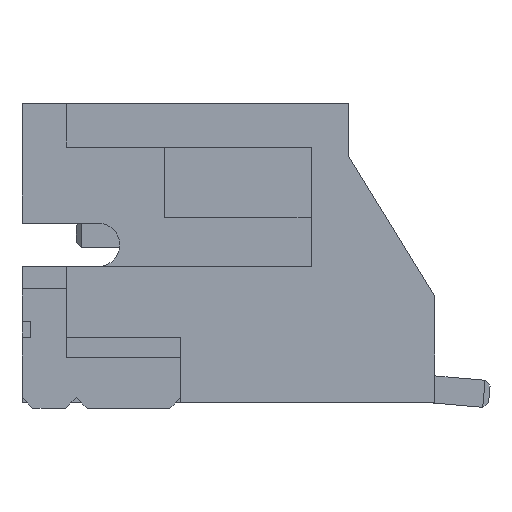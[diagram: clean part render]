
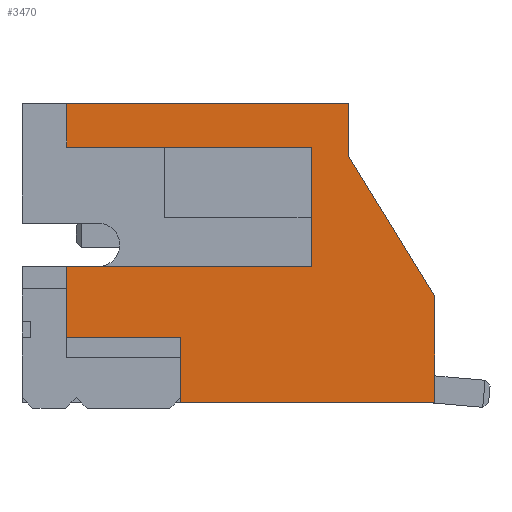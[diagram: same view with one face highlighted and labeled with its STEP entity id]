
A CAD part, left-side view. The second image highlights one B-rep face of the part: STEP entity #3470.
In plain terms, the highlighted planar face has unit normal (-1, 0, 0).
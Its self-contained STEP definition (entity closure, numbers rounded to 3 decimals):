
#144 = VECTOR ( 'NONE', #5074, 1000. ) ;
#225 = ORIENTED_EDGE ( 'NONE', *, *, #4772, .T. ) ;
#226 = CARTESIAN_POINT ( 'NONE',  ( -1., 0.68, 2.5 ) ) ;
#267 = VECTOR ( 'NONE', #951, 1000. ) ;
#295 = ORIENTED_EDGE ( 'NONE', *, *, #8158, .T. ) ;
#355 = LINE ( 'NONE', #2309, #1533 ) ;
#362 = EDGE_CURVE ( 'NONE', #1624, #8323, #355, .T. ) ;
#456 = EDGE_CURVE ( 'NONE', #2166, #8090, #2520, .T. ) ;
#487 = LINE ( 'NONE', #4989, #144 ) ;
#514 = EDGE_CURVE ( 'NONE', #8323, #1441, #4325, .T. ) ;
#872 = EDGE_CURVE ( 'NONE', #1153, #5517, #5096, .T. ) ;
#879 = VERTEX_POINT ( 'NONE', #3718 ) ;
#946 = VECTOR ( 'NONE', #2642, 1000. ) ;
#951 = DIRECTION ( 'NONE',  ( 0., 1., 0. ) ) ;
#957 = CARTESIAN_POINT ( 'NONE',  ( -1., -1.6, 1.95 ) ) ;
#1153 = VERTEX_POINT ( 'NONE', #5404 ) ;
#1169 = LINE ( 'NONE', #4592, #946 ) ;
#1295 = CARTESIAN_POINT ( 'NONE',  ( -1., 0., 0. ) ) ;
#1329 = EDGE_CURVE ( 'NONE', #5517, #2166, #4996, .T. ) ;
#1351 = LINE ( 'NONE', #4597, #3666 ) ;
#1441 = VERTEX_POINT ( 'NONE', #1685 ) ;
#1489 = EDGE_CURVE ( 'NONE', #2376, #3461, #3918, .T. ) ;
#1533 = VECTOR ( 'NONE', #7905, 1000. ) ;
#1624 = VERTEX_POINT ( 'NONE', #5137 ) ;
#1661 = DIRECTION ( 'NONE',  ( 0., 0., -1. ) ) ;
#1685 = CARTESIAN_POINT ( 'NONE',  ( -1., 0., 5.5 ) ) ;
#2036 = ORIENTED_EDGE ( 'NONE', *, *, #1489, .T. ) ;
#2093 = CARTESIAN_POINT ( 'NONE',  ( -1., -1.6, 0. ) ) ;
#2146 = AXIS2_PLACEMENT_3D ( 'NONE', #3300, #5945, #5263 ) ;
#2166 = VERTEX_POINT ( 'NONE', #8098 ) ;
#2309 = CARTESIAN_POINT ( 'NONE',  ( -1., 0., 4.55 ) ) ;
#2328 = ORIENTED_EDGE ( 'NONE', *, *, #5334, .T. ) ;
#2376 = VERTEX_POINT ( 'NONE', #8291 ) ;
#2520 = LINE ( 'NONE', #7495, #3724 ) ;
#2603 = EDGE_CURVE ( 'NONE', #8090, #4059, #1169, .T. ) ;
#2642 = DIRECTION ( 'NONE',  ( 0., -1., 0. ) ) ;
#2791 = VECTOR ( 'NONE', #5833, 1000. ) ;
#2848 = CARTESIAN_POINT ( 'NONE',  ( -1., 5.18, 1.2 ) ) ;
#2965 = LINE ( 'NONE', #7580, #3805 ) ;
#3300 = CARTESIAN_POINT ( 'NONE',  ( -1., 0., 0. ) ) ;
#3461 = VERTEX_POINT ( 'NONE', #2093 ) ;
#3470 = ADVANCED_FACE ( 'NONE', ( #7162 ), #5189, .F. ) ;
#3581 = VECTOR ( 'NONE', #4939, 1000. ) ;
#3615 = DIRECTION ( 'NONE',  ( 0., -1., 0. ) ) ;
#3641 = VERTEX_POINT ( 'NONE', #5817 ) ;
#3666 = VECTOR ( 'NONE', #6575, 1000. ) ;
#3718 = CARTESIAN_POINT ( 'NONE',  ( -1., 5.18, 4.7 ) ) ;
#3724 = VECTOR ( 'NONE', #8247, 1000. ) ;
#3805 = VECTOR ( 'NONE', #3615, 1000. ) ;
#3918 = LINE ( 'NONE', #1295, #2791 ) ;
#3923 = ORIENTED_EDGE ( 'NONE', *, *, #1329, .T. ) ;
#3984 = ORIENTED_EDGE ( 'NONE', *, *, #456, .T. ) ;
#4059 = VERTEX_POINT ( 'NONE', #7784 ) ;
#4094 = ORIENTED_EDGE ( 'NONE', *, *, #872, .T. ) ;
#4222 = DIRECTION ( 'NONE',  ( 0., 0., 1. ) ) ;
#4325 = LINE ( 'NONE', #7562, #3581 ) ;
#4414 = VECTOR ( 'NONE', #1661, 1000. ) ;
#4457 = VECTOR ( 'NONE', #4222, 1000. ) ;
#4592 = CARTESIAN_POINT ( 'NONE',  ( -1., 5.18, 1.2 ) ) ;
#4597 = CARTESIAN_POINT ( 'NONE',  ( -1., 3.08, 1.2 ) ) ;
#4697 = ORIENTED_EDGE ( 'NONE', *, *, #362, .T. ) ;
#4772 = EDGE_CURVE ( 'NONE', #4059, #2376, #1351, .T. ) ;
#4939 = DIRECTION ( 'NONE',  ( 0., 0., 1. ) ) ;
#4989 = CARTESIAN_POINT ( 'NONE',  ( -1., 5.18, 5.5 ) ) ;
#4996 = LINE ( 'NONE', #5540, #8005 ) ;
#5074 = DIRECTION ( 'NONE',  ( 0., 0., -1. ) ) ;
#5096 = LINE ( 'NONE', #6825, #4414 ) ;
#5137 = CARTESIAN_POINT ( 'NONE',  ( -1., -1.6, 1.95 ) ) ;
#5177 = EDGE_CURVE ( 'NONE', #1441, #3641, #6473, .T. ) ;
#5189 = PLANE ( 'NONE',  #2146 ) ;
#5263 = DIRECTION ( 'NONE',  ( 0., 0., -1. ) ) ;
#5334 = EDGE_CURVE ( 'NONE', #879, #1153, #2965, .T. ) ;
#5404 = CARTESIAN_POINT ( 'NONE',  ( -1., 0.68, 4.7 ) ) ;
#5461 = LINE ( 'NONE', #957, #4457 ) ;
#5517 = VERTEX_POINT ( 'NONE', #226 ) ;
#5540 = CARTESIAN_POINT ( 'NONE',  ( -1., 0.68, 2.5 ) ) ;
#5668 = EDGE_LOOP ( 'NONE', ( #7156, #7736, #2328, #4094, #3923, #3984, #7936, #225, #2036, #295, #4697, #7076 ) ) ;
#5817 = CARTESIAN_POINT ( 'NONE',  ( -1., 5.18, 5.5 ) ) ;
#5833 = DIRECTION ( 'NONE',  ( 0., -1., 0. ) ) ;
#5945 = DIRECTION ( 'NONE',  ( 1., 0., 0. ) ) ;
#6319 = EDGE_CURVE ( 'NONE', #3641, #879, #487, .T. ) ;
#6473 = LINE ( 'NONE', #6764, #267 ) ;
#6575 = DIRECTION ( 'NONE',  ( 0., 0., -1. ) ) ;
#6764 = CARTESIAN_POINT ( 'NONE',  ( -1., 5.18, 5.5 ) ) ;
#6825 = CARTESIAN_POINT ( 'NONE',  ( -1., 0.68, 4.7 ) ) ;
#6932 = DIRECTION ( 'NONE',  ( 0., 1., 0. ) ) ;
#7076 = ORIENTED_EDGE ( 'NONE', *, *, #514, .T. ) ;
#7156 = ORIENTED_EDGE ( 'NONE', *, *, #5177, .T. ) ;
#7162 = FACE_OUTER_BOUND ( 'NONE', #5668, .T. ) ;
#7495 = CARTESIAN_POINT ( 'NONE',  ( -1., 5.18, 2.5 ) ) ;
#7562 = CARTESIAN_POINT ( 'NONE',  ( -1., 0., 5.5 ) ) ;
#7580 = CARTESIAN_POINT ( 'NONE',  ( -1., 5.18, 4.7 ) ) ;
#7736 = ORIENTED_EDGE ( 'NONE', *, *, #6319, .T. ) ;
#7784 = CARTESIAN_POINT ( 'NONE',  ( -1., 3.08, 1.2 ) ) ;
#7905 = DIRECTION ( 'NONE',  ( 0., 0.524, 0.852 ) ) ;
#7936 = ORIENTED_EDGE ( 'NONE', *, *, #2603, .T. ) ;
#8005 = VECTOR ( 'NONE', #6932, 1000. ) ;
#8090 = VERTEX_POINT ( 'NONE', #2848 ) ;
#8098 = CARTESIAN_POINT ( 'NONE',  ( -1., 5.18, 2.5 ) ) ;
#8158 = EDGE_CURVE ( 'NONE', #3461, #1624, #5461, .T. ) ;
#8247 = DIRECTION ( 'NONE',  ( 0., 0., -1. ) ) ;
#8254 = CARTESIAN_POINT ( 'NONE',  ( -1., 0., 4.55 ) ) ;
#8291 = CARTESIAN_POINT ( 'NONE',  ( -1., 3.08, 0. ) ) ;
#8323 = VERTEX_POINT ( 'NONE', #8254 ) ;
